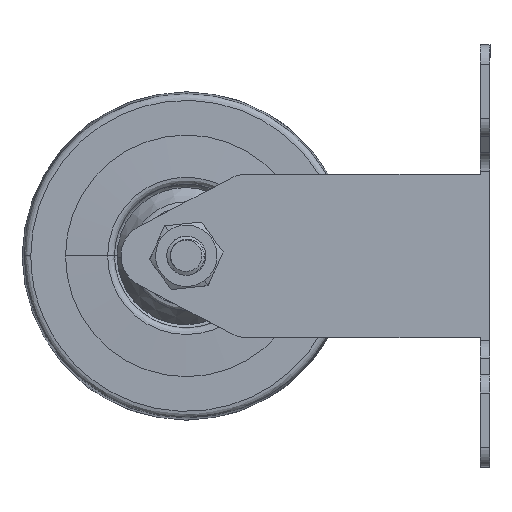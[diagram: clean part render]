
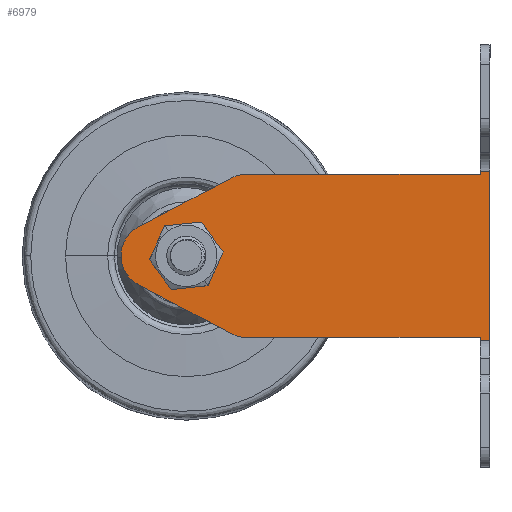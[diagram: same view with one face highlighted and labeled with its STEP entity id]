
A CAD part, top view. The second image highlights one B-rep face of the part: STEP entity #6979.
In plain terms, the highlighted planar face has unit normal (0, 0, 1).
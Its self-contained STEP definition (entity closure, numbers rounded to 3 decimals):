
#253 = CARTESIAN_POINT ( 'NONE',  ( -7.33, -4.424, 15. ) ) ;
#300 = DIRECTION ( 'NONE',  ( 1., 0., 0. ) ) ;
#367 = EDGE_CURVE ( 'NONE', #6650, #3108, #8665, .T. ) ;
#591 = CARTESIAN_POINT ( 'NONE',  ( 6.906, -11.924, 15. ) ) ;
#629 = ORIENTED_EDGE ( 'NONE', *, *, #12744, .T. ) ;
#722 = DIRECTION ( 'NONE',  ( 0., 1., 0. ) ) ;
#747 = VECTOR ( 'NONE', #2681, 1000. ) ;
#789 = CARTESIAN_POINT ( 'NONE',  ( 9.236, 12.5, 15. ) ) ;
#1016 = CIRCLE ( 'NONE', #5570, 5. ) ;
#1250 = CARTESIAN_POINT ( 'NONE',  ( 8., 12.5, 15. ) ) ;
#1256 = LINE ( 'NONE', #9545, #1554 ) ;
#1445 = CARTESIAN_POINT ( 'NONE',  ( 45., 15., 15. ) ) ;
#1548 = LINE ( 'NONE', #6453, #9250 ) ;
#1554 = VECTOR ( 'NONE', #12952, 1000. ) ;
#1632 = CARTESIAN_POINT ( 'NONE',  ( 0., 0., 15. ) ) ;
#1900 = LINE ( 'NONE', #6726, #5842 ) ;
#1924 = EDGE_CURVE ( 'NONE', #11235, #3108, #1548, .T. ) ;
#2124 = DIRECTION ( 'NONE',  ( -0.885, -0.466, 0. ) ) ;
#2139 = AXIS2_PLACEMENT_3D ( 'NONE', #7943, #12754, #8025 ) ;
#2224 = EDGE_CURVE ( 'NONE', #3500, #4522, #10628, .T. ) ;
#2521 = CARTESIAN_POINT ( 'NONE',  ( 45., 12.5, 15. ) ) ;
#2590 = DIRECTION ( 'NONE',  ( 0., 1., 0. ) ) ;
#2681 = DIRECTION ( 'NONE',  ( 1., 0., 0. ) ) ;
#2758 = CARTESIAN_POINT ( 'NONE',  ( 9.236, 7.5, 15. ) ) ;
#2835 = VERTEX_POINT ( 'NONE', #2521 ) ;
#3108 = VERTEX_POINT ( 'NONE', #4028 ) ;
#3198 = CIRCLE ( 'NONE', #11017, 2.9 ) ;
#3215 = VERTEX_POINT ( 'NONE', #789 ) ;
#3275 = VECTOR ( 'NONE', #10063, 1000. ) ;
#3500 = VERTEX_POINT ( 'NONE', #8591 ) ;
#3601 = DIRECTION ( 'NONE',  ( 0., 1., 0. ) ) ;
#3638 = CARTESIAN_POINT ( 'NONE',  ( 0., -2.9, 15. ) ) ;
#3853 = VERTEX_POINT ( 'NONE', #12999 ) ;
#3993 = CARTESIAN_POINT ( 'NONE',  ( 46.5, -12.969, 15. ) ) ;
#4028 = CARTESIAN_POINT ( 'NONE',  ( 45., -12.5, 15. ) ) ;
#4037 = DIRECTION ( 'NONE',  ( 0.885, -0.466, 0. ) ) ;
#4097 = EDGE_CURVE ( 'NONE', #12266, #3853, #1016, .T. ) ;
#4208 = EDGE_CURVE ( 'NONE', #6650, #5652, #14868, .T. ) ;
#4335 = VECTOR ( 'NONE', #4037, 1000. ) ;
#4522 = VERTEX_POINT ( 'NONE', #15270 ) ;
#4566 = CARTESIAN_POINT ( 'NONE',  ( 45., 12.969, 15. ) ) ;
#4602 = VERTEX_POINT ( 'NONE', #591 ) ;
#4841 = ORIENTED_EDGE ( 'NONE', *, *, #15076, .F. ) ;
#5151 = LINE ( 'NONE', #253, #4335 ) ;
#5233 = AXIS2_PLACEMENT_3D ( 'NONE', #2758, #14606, #14758 ) ;
#5570 = AXIS2_PLACEMENT_3D ( 'NONE', #8571, #13151, #3601 ) ;
#5652 = VERTEX_POINT ( 'NONE', #9084 ) ;
#5842 = VECTOR ( 'NONE', #722, 1000. ) ;
#5898 = DIRECTION ( 'NONE',  ( -1., 0., 0. ) ) ;
#5938 = CIRCLE ( 'NONE', #2139, 2.9 ) ;
#6001 = CARTESIAN_POINT ( 'NONE',  ( 0., 2.9, 15. ) ) ;
#6193 = FACE_BOUND ( 'NONE', #7612, .T. ) ;
#6271 = DIRECTION ( 'NONE',  ( 0., 0., -1. ) ) ;
#6351 = ORIENTED_EDGE ( 'NONE', *, *, #9087, .F. ) ;
#6453 = CARTESIAN_POINT ( 'NONE',  ( 8., -12.5, 15. ) ) ;
#6650 = VERTEX_POINT ( 'NONE', #11412 ) ;
#6726 = CARTESIAN_POINT ( 'NONE',  ( 46.5, 15., 15. ) ) ;
#6957 = CIRCLE ( 'NONE', #11738, 5. ) ;
#6979 = ADVANCED_FACE ( 'NONE', ( #9738, #6193 ), #11003, .F. ) ;
#7409 = DIRECTION ( 'NONE',  ( 0., 1., 0. ) ) ;
#7612 = EDGE_LOOP ( 'NONE', ( #12972, #6351 ) ) ;
#7943 = CARTESIAN_POINT ( 'NONE',  ( 0., 0., 15. ) ) ;
#8016 = VERTEX_POINT ( 'NONE', #3638 ) ;
#8025 = DIRECTION ( 'NONE',  ( 0., 1., 0. ) ) ;
#8106 = ORIENTED_EDGE ( 'NONE', *, *, #367, .F. ) ;
#8245 = CARTESIAN_POINT ( 'NONE',  ( 9.236, -7.5, 15. ) ) ;
#8251 = EDGE_CURVE ( 'NONE', #3215, #14681, #11533, .T. ) ;
#8375 = AXIS2_PLACEMENT_3D ( 'NONE', #1445, #6271, #12736 ) ;
#8571 = CARTESIAN_POINT ( 'NONE',  ( -5., 0., 15. ) ) ;
#8591 = CARTESIAN_POINT ( 'NONE',  ( 46.5, 12.969, 15. ) ) ;
#8665 = LINE ( 'NONE', #13483, #9733 ) ;
#8709 = CARTESIAN_POINT ( 'NONE',  ( -7.33, 4.424, 15. ) ) ;
#8813 = EDGE_CURVE ( 'NONE', #14681, #12266, #9616, .T. ) ;
#8856 = VERTEX_POINT ( 'NONE', #6001 ) ;
#9084 = CARTESIAN_POINT ( 'NONE',  ( 46.5, -12.969, 15. ) ) ;
#9087 = EDGE_CURVE ( 'NONE', #8016, #8856, #3198, .T. ) ;
#9128 = ORIENTED_EDGE ( 'NONE', *, *, #12060, .T. ) ;
#9250 = VECTOR ( 'NONE', #300, 1000. ) ;
#9254 = VECTOR ( 'NONE', #2124, 1000. ) ;
#9261 = VECTOR ( 'NONE', #5898, 1000. ) ;
#9545 = CARTESIAN_POINT ( 'NONE',  ( 45., 15., 15. ) ) ;
#9616 = LINE ( 'NONE', #1250, #9254 ) ;
#9733 = VECTOR ( 'NONE', #7409, 1000. ) ;
#9738 = FACE_OUTER_BOUND ( 'NONE', #15067, .T. ) ;
#9948 = LINE ( 'NONE', #14684, #747 ) ;
#10060 = ORIENTED_EDGE ( 'NONE', *, *, #4097, .T. ) ;
#10063 = DIRECTION ( 'NONE',  ( 1., 0., 0. ) ) ;
#10260 = ORIENTED_EDGE ( 'NONE', *, *, #8251, .T. ) ;
#10341 = EDGE_CURVE ( 'NONE', #8856, #8016, #5938, .T. ) ;
#10628 = LINE ( 'NONE', #4566, #9261 ) ;
#10689 = DIRECTION ( 'NONE',  ( 0., -1., 0. ) ) ;
#10920 = DIRECTION ( 'NONE',  ( 0., 0., 1. ) ) ;
#11003 = PLANE ( 'NONE',  #8375 ) ;
#11017 = AXIS2_PLACEMENT_3D ( 'NONE', #1632, #11187, #2590 ) ;
#11160 = ORIENTED_EDGE ( 'NONE', *, *, #2224, .T. ) ;
#11183 = EDGE_CURVE ( 'NONE', #3215, #2835, #9948, .T. ) ;
#11187 = DIRECTION ( 'NONE',  ( 0., 0., 1. ) ) ;
#11235 = VERTEX_POINT ( 'NONE', #12927 ) ;
#11412 = CARTESIAN_POINT ( 'NONE',  ( 45., -12.969, 15. ) ) ;
#11533 = CIRCLE ( 'NONE', #5233, 5. ) ;
#11738 = AXIS2_PLACEMENT_3D ( 'NONE', #8245, #10920, #10689 ) ;
#11802 = ORIENTED_EDGE ( 'NONE', *, *, #13030, .T. ) ;
#12060 = EDGE_CURVE ( 'NONE', #4602, #11235, #6957, .T. ) ;
#12266 = VERTEX_POINT ( 'NONE', #8709 ) ;
#12556 = CARTESIAN_POINT ( 'NONE',  ( 6.906, 11.924, 15. ) ) ;
#12736 = DIRECTION ( 'NONE',  ( 0., -1., 0. ) ) ;
#12744 = EDGE_CURVE ( 'NONE', #3853, #4602, #5151, .T. ) ;
#12754 = DIRECTION ( 'NONE',  ( 0., 0., 1. ) ) ;
#12807 = ORIENTED_EDGE ( 'NONE', *, *, #8813, .T. ) ;
#12927 = CARTESIAN_POINT ( 'NONE',  ( 9.236, -12.5, 15. ) ) ;
#12952 = DIRECTION ( 'NONE',  ( 0., 1., 0. ) ) ;
#12972 = ORIENTED_EDGE ( 'NONE', *, *, #10341, .F. ) ;
#12999 = CARTESIAN_POINT ( 'NONE',  ( -7.33, -4.424, 15. ) ) ;
#13030 = EDGE_CURVE ( 'NONE', #5652, #3500, #1900, .T. ) ;
#13151 = DIRECTION ( 'NONE',  ( 0., 0., 1. ) ) ;
#13483 = CARTESIAN_POINT ( 'NONE',  ( 45., 15., 15. ) ) ;
#13872 = ORIENTED_EDGE ( 'NONE', *, *, #11183, .F. ) ;
#14606 = DIRECTION ( 'NONE',  ( 0., 0., 1. ) ) ;
#14681 = VERTEX_POINT ( 'NONE', #12556 ) ;
#14684 = CARTESIAN_POINT ( 'NONE',  ( 8., 12.5, 15. ) ) ;
#14758 = DIRECTION ( 'NONE',  ( 0., -1., 0. ) ) ;
#14868 = LINE ( 'NONE', #3993, #3275 ) ;
#14940 = ORIENTED_EDGE ( 'NONE', *, *, #4208, .T. ) ;
#15039 = ORIENTED_EDGE ( 'NONE', *, *, #1924, .T. ) ;
#15067 = EDGE_LOOP ( 'NONE', ( #13872, #10260, #12807, #10060, #629, #9128, #15039, #8106, #14940, #11802, #11160, #4841 ) ) ;
#15076 = EDGE_CURVE ( 'NONE', #2835, #4522, #1256, .T. ) ;
#15270 = CARTESIAN_POINT ( 'NONE',  ( 45., 12.969, 15. ) ) ;
